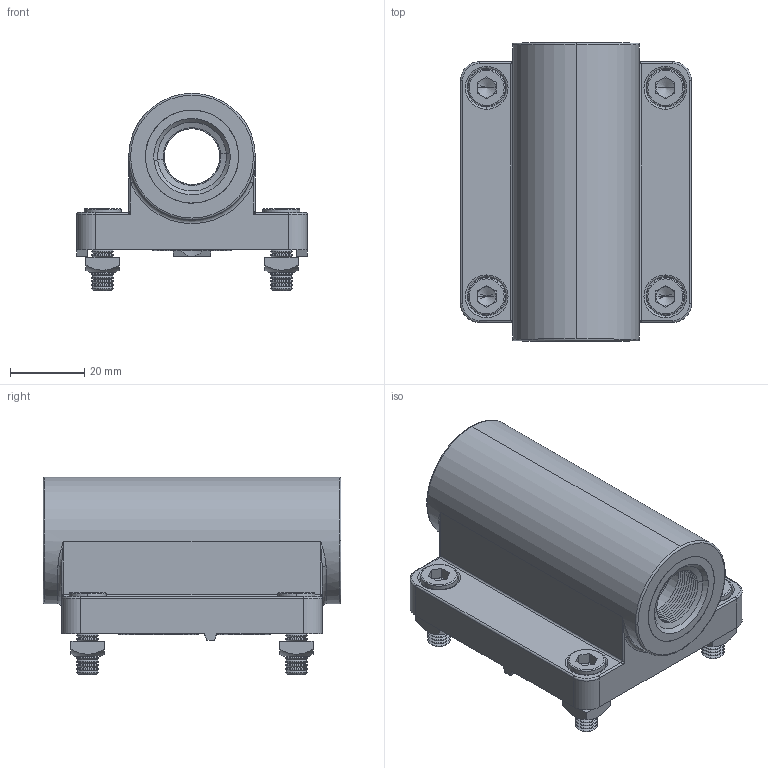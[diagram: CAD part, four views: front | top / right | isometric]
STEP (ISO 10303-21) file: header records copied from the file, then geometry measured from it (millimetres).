
FILE_DESCRIPTION (( 'STEP AP214' ), '1' );
FILE_NAME ('SIC-M231.012.012.STEP', '2019-02-19T12:43:11', ( '' ), ( '' ), 'SwSTEP 2.0', 'SolidWorks 2018', '' );
FILE_SCHEMA (( 'AUTOMOTIVE_DESIGN' ));
Length unit declared in the file: millimetre
Products named in the file (1): SIC-M231.012.012
Bounding box: 62 x 80 x 53 mm (x, y, z)
Volume: 71603.5 mm3; surface area: 48645.9 mm2
Topology: 13 solids, 13 shells, 899 faces, 2265 edges, 1397 vertices
Faces by surface type: cone 336, cylinder 273, plane 203, torus 71, bspline 8, sphere 8
Entity records: 40481 total; most frequent: CARTESIAN_POINT 8195, DIRECTION 5097, ORIENTED_EDGE 4502, EDGE_CURVE 2251, AXIS2_PLACEMENT_3D 2079, VERTEX_POINT 1397, CIRCLE 1187, EDGE_LOOP 956
